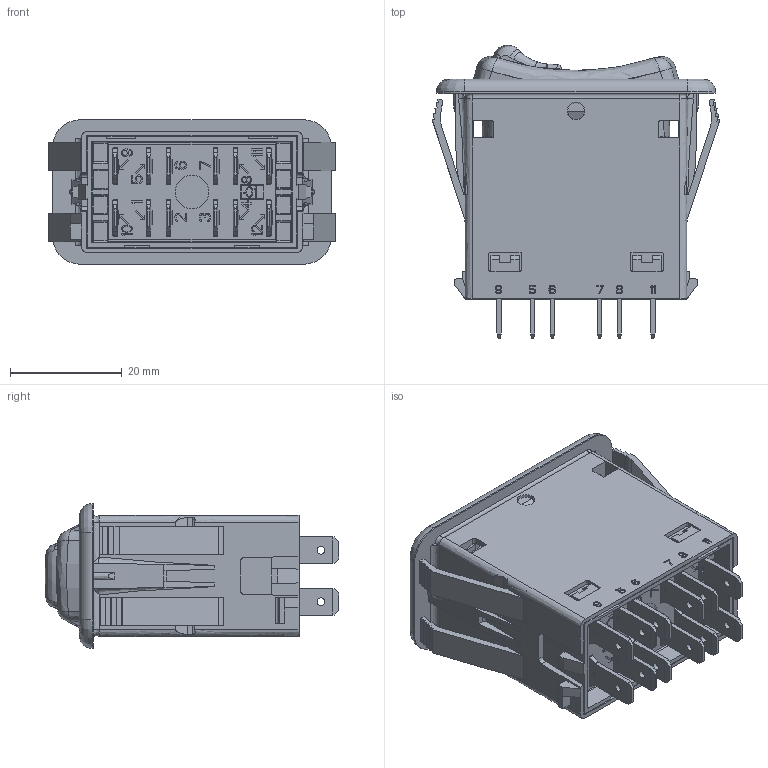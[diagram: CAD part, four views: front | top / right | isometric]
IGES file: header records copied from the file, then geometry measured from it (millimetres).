
Start section: PROPRIETARY NOTE: NOTICE TO ALL PERSONS RECEIVING THIS FILE. THIS FILE IS THE PROPERTY OF CARLINGSWITCH, INC. AND IS NOT TO BE DISCLOSED, REPRODUCED IN WHOLE OR IN PART OR USED FOR MANUFACTURING PURPOSES BY ANYONE WITHOUT THE CONSENT OF CARLING TECHNOLOGIES, INC.
Global section: file name: nseries_noguard_lock.igs; native system: Pro/ENGINEER by Parametric Technology Corporation; preprocessor: 2010280; author: tajsmith; organization: Unknown; date: 20111123.105845; units: inch
Bounding box: 51.55 x 52.56 x 25.91 mm (x, y, z)
Surface area: 24835.9 mm2 (no closed solid volume)
Topology: 0 solids, 0 shells, 3817 faces, 21166 edges, 21162 vertices
Faces by surface type: bspline 3066, revolution 750, extrusion 1
